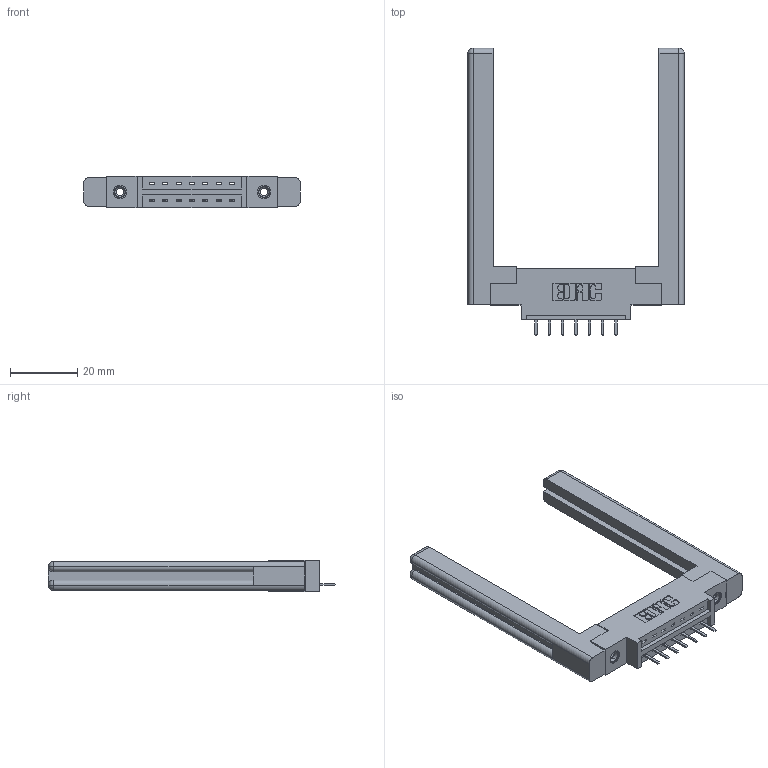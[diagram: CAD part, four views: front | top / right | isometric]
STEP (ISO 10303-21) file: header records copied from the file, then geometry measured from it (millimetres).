
FILE_DESCRIPTION (( 'STEP AP203' ), '1' );
FILE_NAME ('337-007-520-658.STEP', '2019-09-27T17:39:23', ( '' ), ( '' ), 'SwSTEP 2.0', 'SolidWorks 2016', '' );
FILE_SCHEMA (( 'CONFIG_CONTROL_DESIGN' ));
Length unit declared in the file: inch
Products named in the file (5): 307-220-058; 345-250-001_345-250-001-102; 337-007-520-658; 337 Part_0.170 Offset - 0.156 Dia-TI; 345-292-001_345-293-120
Assembly tree (12 placements, depth 2):
  337-007-520-658
    337 Part_0.170 Offset - 0.156 Dia-TI
    345-292-001_345-293-120  x7
    345-250-001_345-250-001-102  x2
    307-220-058  x2
Bounding box: 64.36 x 85.43 x 9.4 mm (x, y, z)
Volume: 13276 mm3; surface area: 11360.5 mm2
Topology: 12 solids, 12 shells, 722 faces, 2049 edges, 1334 vertices
Faces by surface type: plane 494, cylinder 204, cone 12, torus 12
Entity records: 12610 total; most frequent: CARTESIAN_POINT 2206, ORIENTED_EDGE 2076, DIRECTION 1936, EDGE_CURVE 1038, VECTOR 858, LINE 858, VERTEX_POINT 682, AXIS2_PLACEMENT_3D 539
